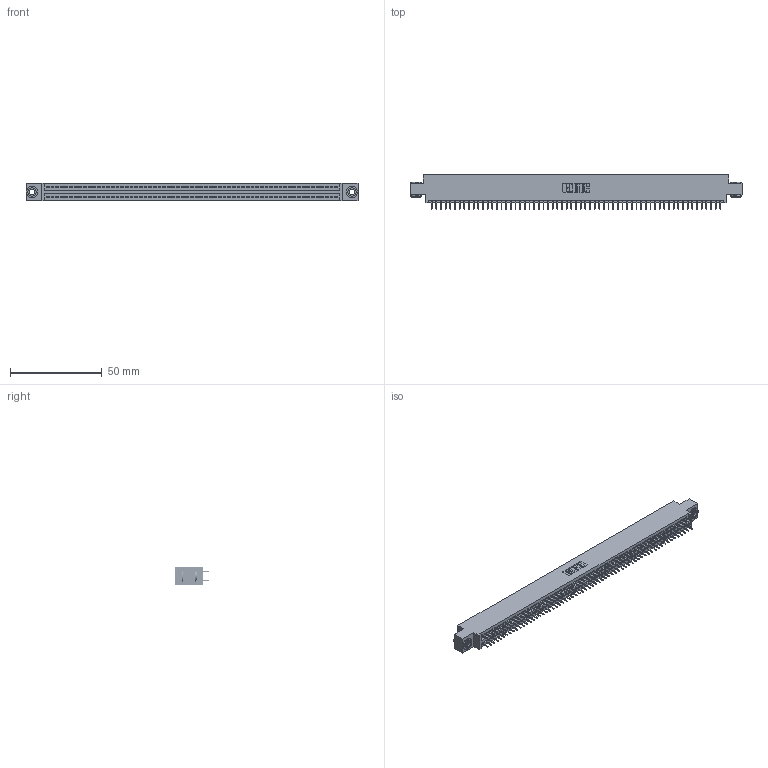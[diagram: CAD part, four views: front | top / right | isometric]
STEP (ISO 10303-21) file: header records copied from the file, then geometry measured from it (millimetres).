
FILE_DESCRIPTION (( 'STEP AP203' ), '1' );
FILE_NAME ('395-126-525-803.STEP', '2020-09-26T00:35:11', ( '' ), ( '' ), 'SwSTEP 2.0', 'SolidWorks 2020', '' );
FILE_SCHEMA (( 'CONFIG_CONTROL_DESIGN' ));
Length unit declared in the file: inch
Products named in the file (4): 345-292-001_345-293-125; 345 Part_0.170 Offset - 0.156 Dia-TH; 395-126-525-803; 345-250-002_345-250-002-102
Assembly tree (129 placements, depth 2):
  395-126-525-803
    345 Part_0.170 Offset - 0.156 Dia-TH
    345-292-001_345-293-125  x126
    345-250-002_345-250-002-102  x2
Bounding box: 181.23 x 18.72 x 9.4 mm (x, y, z)
Volume: 17498.3 mm3; surface area: 25995.6 mm2
Topology: 129 solids, 129 shells, 6972 faces, 19707 edges, 12630 vertices
Faces by surface type: plane 5008, cylinder 1956, cone 8
Entity records: 47460 total; most frequent: CARTESIAN_POINT 7911, ORIENTED_EDGE 7838, DIRECTION 6981, EDGE_CURVE 3919, VECTOR 3515, LINE 3515, VERTEX_POINT 2606, AXIS2_PLACEMENT_3D 1733
